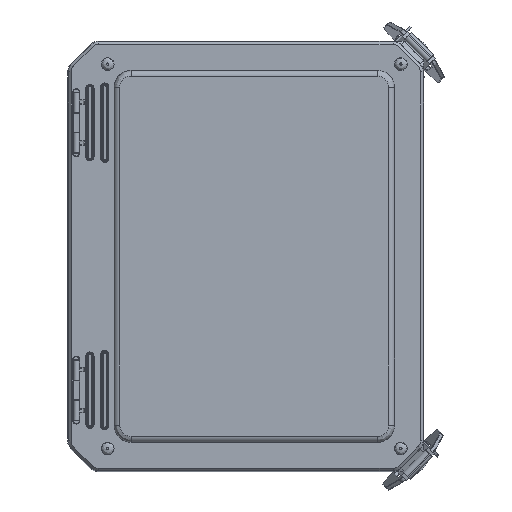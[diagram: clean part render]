
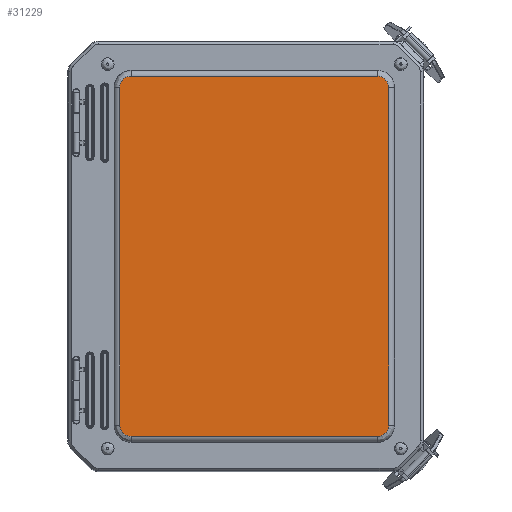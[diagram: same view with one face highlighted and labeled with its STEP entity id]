
A CAD part, top view. The second image highlights one B-rep face of the part: STEP entity #31229.
In plain terms, the highlighted face is planar.
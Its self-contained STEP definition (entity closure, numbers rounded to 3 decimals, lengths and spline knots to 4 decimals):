
#976=ELLIPSE('',#34831,0.2501,0.25);
#979=ELLIPSE('',#34835,0.2501,0.25);
#980=ELLIPSE('',#34841,0.2501,0.25);
#983=ELLIPSE('',#34845,0.2501,0.25);
#4277=LINE('',#73473,#6442);
#4279=LINE('',#73641,#6444);
#4282=LINE('',#73648,#6447);
#4284=LINE('',#73821,#6449);
#6442=VECTOR('',#43452,5.3847);
#6444=VECTOR('',#43472,7.3847);
#6447=VECTOR('',#43479,7.3847);
#6449=VECTOR('',#43495,5.3847);
#7312=PLANE('',#34851);
#9248=FACE_OUTER_BOUND('',#11297,.T.);
#11297=EDGE_LOOP('',(#28121,#28122,#28123,#28124,#28125,#28126,#28127,#28128));
#15266=VERTEX_POINT('',#73470);
#15267=VERTEX_POINT('',#73472);
#15270=VERTEX_POINT('',#73548);
#15271=VERTEX_POINT('',#73632);
#15274=VERTEX_POINT('',#73639);
#15275=VERTEX_POINT('',#73644);
#15278=VERTEX_POINT('',#73730);
#15279=VERTEX_POINT('',#73814);
#19606=EDGE_CURVE('',#15266,#15267,#4277,.T.);
#19610=EDGE_CURVE('',#15270,#15266,#976,.T.);
#19614=EDGE_CURVE('',#15267,#15271,#979,.T.);
#19616=EDGE_CURVE('',#15274,#15270,#4279,.T.);
#19620=EDGE_CURVE('',#15271,#15275,#4282,.T.);
#19622=EDGE_CURVE('',#15278,#15274,#980,.T.);
#19626=EDGE_CURVE('',#15275,#15279,#983,.T.);
#19628=EDGE_CURVE('',#15279,#15278,#4284,.T.);
#28121=ORIENTED_EDGE('',*,*,#19606,.F.);
#28122=ORIENTED_EDGE('',*,*,#19610,.F.);
#28123=ORIENTED_EDGE('',*,*,#19616,.F.);
#28124=ORIENTED_EDGE('',*,*,#19622,.F.);
#28125=ORIENTED_EDGE('',*,*,#19628,.F.);
#28126=ORIENTED_EDGE('',*,*,#19626,.F.);
#28127=ORIENTED_EDGE('',*,*,#19620,.F.);
#28128=ORIENTED_EDGE('',*,*,#19614,.F.);
#31229=ADVANCED_FACE('',(#9248),#7312,.F.);
#34831=AXIS2_PLACEMENT_3D('',#73550,#43458,#43459);
#34835=AXIS2_PLACEMENT_3D('',#73636,#43466,#43467);
#34841=AXIS2_PLACEMENT_3D('',#73732,#43482,#43483);
#34845=AXIS2_PLACEMENT_3D('',#73818,#43490,#43491);
#34851=AXIS2_PLACEMENT_3D('',#73831,#43509,#43510);
#43452=DIRECTION('',(1.,0.,0.));
#43458=DIRECTION('center_axis',(0.,0.,1.));
#43459=DIRECTION('ref_axis',(-0.707,-0.707,0.));
#43466=DIRECTION('center_axis',(0.,0.,1.));
#43467=DIRECTION('ref_axis',(0.707,-0.707,0.));
#43472=DIRECTION('',(0.,-1.,0.));
#43479=DIRECTION('',(0.,1.,0.));
#43482=DIRECTION('center_axis',(0.,0.,1.));
#43483=DIRECTION('ref_axis',(-0.707,0.707,0.));
#43490=DIRECTION('center_axis',(0.,0.,1.));
#43491=DIRECTION('ref_axis',(0.707,0.707,0.));
#43495=DIRECTION('',(-1.,0.,0.));
#43509=DIRECTION('center_axis',(0.,0.,1.));
#43510=DIRECTION('ref_axis',(1.,0.,0.));
#73470=CARTESIAN_POINT('',(-2.5048,-3.9423,0.));
#73472=CARTESIAN_POINT('',(2.8798,-3.9423,0.));
#73473=CARTESIAN_POINT('',(-2.5048,-3.9423,0.));
#73548=CARTESIAN_POINT('',(-2.7548,-3.6923,0.));
#73550=CARTESIAN_POINT('Origin',(-2.5048,-3.6923,0.));
#73632=CARTESIAN_POINT('',(3.1298,-3.6923,0.));
#73636=CARTESIAN_POINT('Origin',(2.8798,-3.6923,0.));
#73639=CARTESIAN_POINT('',(-2.7548,3.6923,0.));
#73641=CARTESIAN_POINT('',(-2.7548,3.6923,0.));
#73644=CARTESIAN_POINT('',(3.1298,3.6923,0.));
#73648=CARTESIAN_POINT('',(3.1298,-3.6923,0.));
#73730=CARTESIAN_POINT('',(-2.5048,3.9423,0.));
#73732=CARTESIAN_POINT('Origin',(-2.5048,3.6923,0.));
#73814=CARTESIAN_POINT('',(2.8798,3.9423,0.));
#73818=CARTESIAN_POINT('Origin',(2.8798,3.6923,0.));
#73821=CARTESIAN_POINT('',(2.8798,3.9423,0.));
#73831=CARTESIAN_POINT('Origin',(0.1875,0.,0.));
